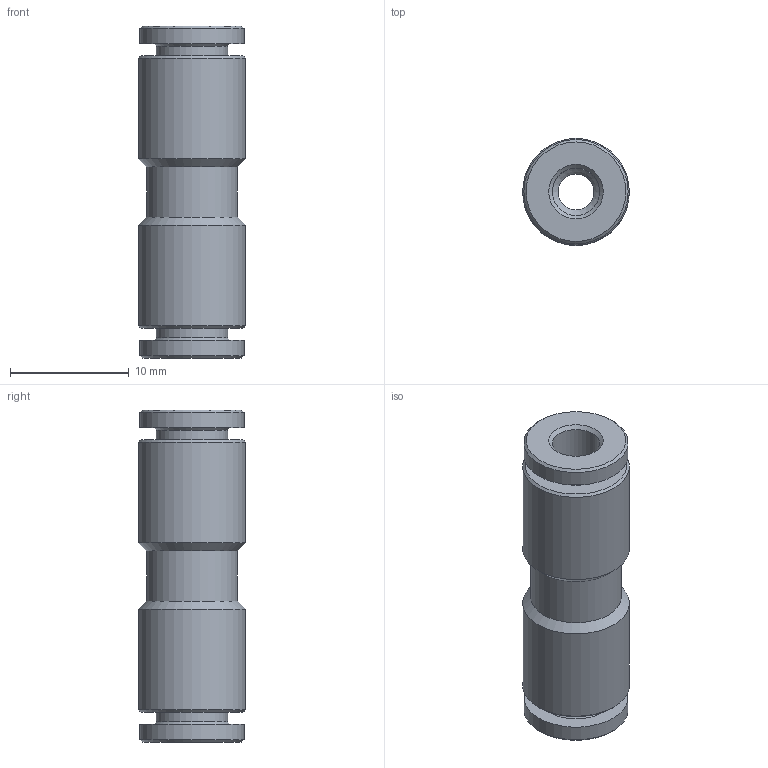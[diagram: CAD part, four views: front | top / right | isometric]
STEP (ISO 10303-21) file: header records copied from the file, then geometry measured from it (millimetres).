
FILE_DESCRIPTION(/* description */ ('STEP AP214'),/* implementation_level */ '2;1');
FILE_NAME(/* name */ '578323_NPQH-D-Q4-E-P10',/* time_stamp */ '2024-09-12T10:01:54+02:00',/* author */ ('License CC BY-ND 4.0'),/* organization */ ('CADENAS'),/* preprocessor_version */ 'ST-DEVELOPER v19.3',/* originating_system */ 'PARTsolutions',/* authorisation */ ' ');
FILE_SCHEMA (('AUTOMOTIVE_DESIGN {1 0 10303 214 3 1 1}'));
Length unit declared in the file: millimetre
Products named in the file (1): 578323 NPQH-D-Q4-E-P10
Bounding box: 9 x 9 x 28 mm (x, y, z)
Volume: 1268.8 mm3; surface area: 1326.9 mm2
Topology: 1 solids, 1 shells, 28 faces, 50 edges, 28 vertices
Faces by surface type: cone 12, cylinder 10, plane 6
Full cylindrical faces by diameter (mm): 3 x1, 4 x2, 6 x2, 7.65 x1, 8.8 x2, 9 x2
Entity records: 598 total; most frequent: DIRECTION 114, CARTESIAN_POINT 85, AXIS2_PLACEMENT_3D 57, ORIENTED_EDGE 56, EDGE_LOOP 56, FACE_BOUND 56, EDGE_CURVE 28, VERTEX_POINT 28
